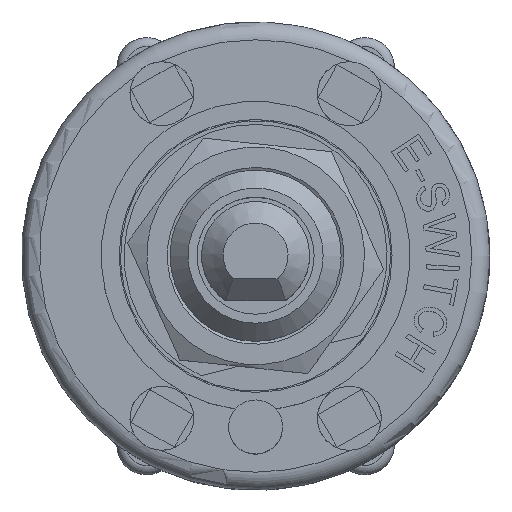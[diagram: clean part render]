
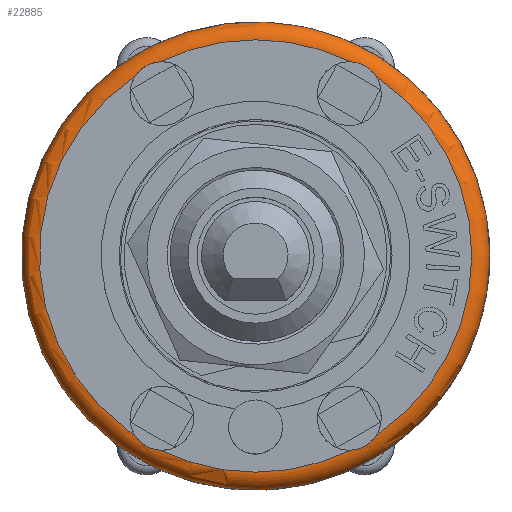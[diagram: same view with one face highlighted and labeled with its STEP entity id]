
A CAD part, top view. The second image highlights one B-rep face of the part: STEP entity #22885.
In plain terms, the highlighted toroidal (fillet/blend) face has major radius 12 mm and minor radius 1 mm.
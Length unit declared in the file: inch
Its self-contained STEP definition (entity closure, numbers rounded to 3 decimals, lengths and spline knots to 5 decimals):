
#21098=CARTESIAN_POINT('',(0.51181,0.0,0.3622));
#21099=VERTEX_POINT('',#21098);
#21100=CARTESIAN_POINT('',(0.0,0.0,0.3622));
#21101=DIRECTION('',(0.0,0.0,1.0));
#21102=DIRECTION('',(-1.0,0.0,0.0));
#21103=AXIS2_PLACEMENT_3D('',#21100,#21101,#21102);
#21104=CIRCLE('',#21103,0.51181);
#21105=EDGE_CURVE('',#21099,#21099,#21104,.T.);
#22595=CARTESIAN_POINT('',(-0.20753,0.42442,0.40157));
#22596=VERTEX_POINT('',#22595);
#22597=CARTESIAN_POINT('',(-0.26379,0.39194,0.40157));
#22598=VERTEX_POINT('',#22597);
#22606=CARTESIAN_POINT('',(-0.26379,0.39194,0.40157));
#22607=CARTESIAN_POINT('',(-0.26063,0.39693,0.40157));
#22608=CARTESIAN_POINT('',(-0.25684,0.40153,0.40137));
#22609=CARTESIAN_POINT('',(-0.25019,0.40776,0.40113));
#22610=CARTESIAN_POINT('',(-0.24774,0.40975,0.40106));
#22611=CARTESIAN_POINT('',(-0.24411,0.41233,0.401));
#22612=CARTESIAN_POINT('',(-0.24303,0.41306,0.40098));
#22613=CARTESIAN_POINT('',(-0.24115,0.41424,0.40097));
#22614=CARTESIAN_POINT('',(-0.24035,0.41472,0.40097));
#22615=CARTESIAN_POINT('',(-0.23874,0.41565,0.40097));
#22616=CARTESIAN_POINT('',(-0.23791,0.4161,0.40097));
#22617=CARTESIAN_POINT('',(-0.23586,0.41717,0.40099));
#22618=CARTESIAN_POINT('',(-0.23462,0.41777,0.401));
#22619=CARTESIAN_POINT('',(-0.23029,0.41972,0.40107));
#22620=CARTESIAN_POINT('',(-0.22713,0.42087,0.40115));
#22621=CARTESIAN_POINT('',(-0.2184,0.42336,0.4014));
#22622=CARTESIAN_POINT('',(-0.2129,0.4242,0.40157));
#22623=CARTESIAN_POINT('',(-0.20753,0.42442,0.40157));
#22624=B_SPLINE_CURVE_WITH_KNOTS('',3,(#22606,#22607,#22608,#22609,#22610,#22611,#22612,#22613,#22614,#22615,#22616,#22617,#22618,#22619,#22620,#22621,#22622,#22623),.UNSPECIFIED.,.F.,.U.,(4,2,2,2,2,2,2,2,4),(-0.30321,-0.28459,-0.27477,-0.27072,-0.26786,-0.26495,-0.2607,-0.25033,-0.23279),.UNSPECIFIED.);
#22625=EDGE_CURVE('',#22598,#22596,#22624,.T.);
#22661=CARTESIAN_POINT('',(-0.26379,-0.39194,0.40157));
#22662=VERTEX_POINT('',#22661);
#22663=CARTESIAN_POINT('',(-0.20753,-0.42442,0.40157));
#22664=VERTEX_POINT('',#22663);
#22672=CARTESIAN_POINT('',(-0.20753,-0.42442,0.40157));
#22673=CARTESIAN_POINT('',(-0.21344,-0.42418,0.40157));
#22674=CARTESIAN_POINT('',(-0.21932,-0.42319,0.40137));
#22675=CARTESIAN_POINT('',(-0.22803,-0.42055,0.40113));
#22676=CARTESIAN_POINT('',(-0.23098,-0.41943,0.40106));
#22677=CARTESIAN_POINT('',(-0.23503,-0.41757,0.401));
#22678=CARTESIAN_POINT('',(-0.2362,-0.417,0.40098));
#22679=CARTESIAN_POINT('',(-0.23817,-0.41596,0.40097));
#22680=CARTESIAN_POINT('',(-0.23898,-0.41551,0.40097));
#22681=CARTESIAN_POINT('',(-0.24059,-0.41458,0.40097));
#22682=CARTESIAN_POINT('',(-0.2414,-0.41409,0.40097));
#22683=CARTESIAN_POINT('',(-0.24335,-0.41285,0.40099));
#22684=CARTESIAN_POINT('',(-0.24449,-0.41207,0.401));
#22685=CARTESIAN_POINT('',(-0.24834,-0.4093,0.40107));
#22686=CARTESIAN_POINT('',(-0.25092,-0.40713,0.40115));
#22687=CARTESIAN_POINT('',(-0.25744,-0.40082,0.4014));
#22688=CARTESIAN_POINT('',(-0.26092,-0.39648,0.40157));
#22689=CARTESIAN_POINT('',(-0.26379,-0.39194,0.40157));
#22690=B_SPLINE_CURVE_WITH_KNOTS('',3,(#22672,#22673,#22674,#22675,#22676,#22677,#22678,#22679,#22680,#22681,#22682,#22683,#22684,#22685,#22686,#22687,#22688,#22689),.UNSPECIFIED.,.F.,.U.,(4,2,2,2,2,2,2,2,4),(-0.30321,-0.28459,-0.27477,-0.27072,-0.26786,-0.26495,-0.2607,-0.25033,-0.23279),.UNSPECIFIED.);
#22691=EDGE_CURVE('',#22664,#22662,#22690,.T.);
#22727=CARTESIAN_POINT('',(0.20753,-0.42442,0.40157));
#22728=VERTEX_POINT('',#22727);
#22729=CARTESIAN_POINT('',(0.26379,-0.39194,0.40157));
#22730=VERTEX_POINT('',#22729);
#22738=CARTESIAN_POINT('',(0.26379,-0.39194,0.40157));
#22739=CARTESIAN_POINT('',(0.26063,-0.39693,0.40157));
#22740=CARTESIAN_POINT('',(0.25684,-0.40153,0.40137));
#22741=CARTESIAN_POINT('',(0.25019,-0.40776,0.40113));
#22742=CARTESIAN_POINT('',(0.24774,-0.40975,0.40106));
#22743=CARTESIAN_POINT('',(0.24411,-0.41233,0.401));
#22744=CARTESIAN_POINT('',(0.24303,-0.41306,0.40098));
#22745=CARTESIAN_POINT('',(0.24115,-0.41424,0.40097));
#22746=CARTESIAN_POINT('',(0.24035,-0.41472,0.40097));
#22747=CARTESIAN_POINT('',(0.23874,-0.41565,0.40097));
#22748=CARTESIAN_POINT('',(0.23791,-0.4161,0.40097));
#22749=CARTESIAN_POINT('',(0.23586,-0.41717,0.40099));
#22750=CARTESIAN_POINT('',(0.23462,-0.41777,0.401));
#22751=CARTESIAN_POINT('',(0.23029,-0.41972,0.40107));
#22752=CARTESIAN_POINT('',(0.22713,-0.42087,0.40115));
#22753=CARTESIAN_POINT('',(0.2184,-0.42336,0.4014));
#22754=CARTESIAN_POINT('',(0.2129,-0.4242,0.40157));
#22755=CARTESIAN_POINT('',(0.20753,-0.42442,0.40157));
#22756=B_SPLINE_CURVE_WITH_KNOTS('',3,(#22738,#22739,#22740,#22741,#22742,#22743,#22744,#22745,#22746,#22747,#22748,#22749,#22750,#22751,#22752,#22753,#22754,#22755),.UNSPECIFIED.,.F.,.U.,(4,2,2,2,2,2,2,2,4),(-0.30321,-0.28459,-0.27477,-0.27072,-0.26786,-0.26495,-0.2607,-0.25033,-0.23279),.UNSPECIFIED.);
#22757=EDGE_CURVE('',#22730,#22728,#22756,.T.);
#22793=CARTESIAN_POINT('',(0.26379,0.39194,0.40157));
#22794=VERTEX_POINT('',#22793);
#22795=CARTESIAN_POINT('',(0.20753,0.42442,0.40157));
#22796=VERTEX_POINT('',#22795);
#22804=CARTESIAN_POINT('',(0.20753,0.42442,0.40157));
#22805=CARTESIAN_POINT('',(0.21344,0.42418,0.40157));
#22806=CARTESIAN_POINT('',(0.21932,0.42319,0.40137));
#22807=CARTESIAN_POINT('',(0.22803,0.42055,0.40113));
#22808=CARTESIAN_POINT('',(0.23098,0.41943,0.40106));
#22809=CARTESIAN_POINT('',(0.23503,0.41757,0.401));
#22810=CARTESIAN_POINT('',(0.2362,0.417,0.40098));
#22811=CARTESIAN_POINT('',(0.23817,0.41596,0.40097));
#22812=CARTESIAN_POINT('',(0.23898,0.41551,0.40097));
#22813=CARTESIAN_POINT('',(0.24059,0.41458,0.40097));
#22814=CARTESIAN_POINT('',(0.2414,0.41409,0.40097));
#22815=CARTESIAN_POINT('',(0.24335,0.41285,0.40099));
#22816=CARTESIAN_POINT('',(0.24449,0.41207,0.401));
#22817=CARTESIAN_POINT('',(0.24834,0.4093,0.40107));
#22818=CARTESIAN_POINT('',(0.25092,0.40713,0.40115));
#22819=CARTESIAN_POINT('',(0.25744,0.40082,0.4014));
#22820=CARTESIAN_POINT('',(0.26092,0.39648,0.40157));
#22821=CARTESIAN_POINT('',(0.26379,0.39194,0.40157));
#22822=B_SPLINE_CURVE_WITH_KNOTS('',3,(#22804,#22805,#22806,#22807,#22808,#22809,#22810,#22811,#22812,#22813,#22814,#22815,#22816,#22817,#22818,#22819,#22820,#22821),.UNSPECIFIED.,.F.,.U.,(4,2,2,2,2,2,2,2,4),(-0.30321,-0.28459,-0.27477,-0.27072,-0.26786,-0.26495,-0.2607,-0.25033,-0.23279),.UNSPECIFIED.);
#22823=EDGE_CURVE('',#22796,#22794,#22822,.T.);
#22843=CARTESIAN_POINT('',(0.0,0.0,0.3622));
#22844=DIRECTION('',(0.0,0.0,-1.0));
#22845=DIRECTION('',(-1.0,0.0,0.0));
#22846=AXIS2_PLACEMENT_3D('',#22843,#22844,#22845);
#22847=TOROIDAL_SURFACE('',#22846,0.47244,0.03937);
#22848=ORIENTED_EDGE('',*,*,#21105,.T.);
#22849=EDGE_LOOP('',(#22848));
#22850=FACE_OUTER_BOUND('',#22849,.T.);
#22851=CARTESIAN_POINT('',(0.0,0.0,0.40157));
#22852=DIRECTION('',(0.0,0.0,-1.0));
#22853=DIRECTION('',(-1.0,0.0,0.0));
#22854=AXIS2_PLACEMENT_3D('',#22851,#22852,#22853);
#22855=CIRCLE('',#22854,0.47244);
#22856=EDGE_CURVE('',#22662,#22598,#22855,.T.);
#22857=ORIENTED_EDGE('',*,*,#22856,.T.);
#22858=ORIENTED_EDGE('',*,*,#22625,.T.);
#22859=CARTESIAN_POINT('',(0.0,0.0,0.40157));
#22860=DIRECTION('',(0.0,0.0,-1.0));
#22861=DIRECTION('',(-1.0,0.0,0.0));
#22862=AXIS2_PLACEMENT_3D('',#22859,#22860,#22861);
#22863=CIRCLE('',#22862,0.47244);
#22864=EDGE_CURVE('',#22596,#22796,#22863,.T.);
#22865=ORIENTED_EDGE('',*,*,#22864,.T.);
#22866=ORIENTED_EDGE('',*,*,#22823,.T.);
#22867=CARTESIAN_POINT('',(0.0,0.0,0.40157));
#22868=DIRECTION('',(0.0,0.0,-1.0));
#22869=DIRECTION('',(-1.0,0.0,0.0));
#22870=AXIS2_PLACEMENT_3D('',#22867,#22868,#22869);
#22871=CIRCLE('',#22870,0.47244);
#22872=EDGE_CURVE('',#22794,#22730,#22871,.T.);
#22873=ORIENTED_EDGE('',*,*,#22872,.T.);
#22874=ORIENTED_EDGE('',*,*,#22757,.T.);
#22875=CARTESIAN_POINT('',(0.0,0.0,0.40157));
#22876=DIRECTION('',(0.0,0.0,-1.0));
#22877=DIRECTION('',(-1.0,0.0,0.0));
#22878=AXIS2_PLACEMENT_3D('',#22875,#22876,#22877);
#22879=CIRCLE('',#22878,0.47244);
#22880=EDGE_CURVE('',#22728,#22664,#22879,.T.);
#22881=ORIENTED_EDGE('',*,*,#22880,.T.);
#22882=ORIENTED_EDGE('',*,*,#22691,.T.);
#22883=EDGE_LOOP('',(#22857,#22858,#22865,#22866,#22873,#22874,#22881,#22882));
#22884=FACE_BOUND('',#22883,.T.);
#22885=ADVANCED_FACE('',(#22850,#22884),#22847,.T.);
